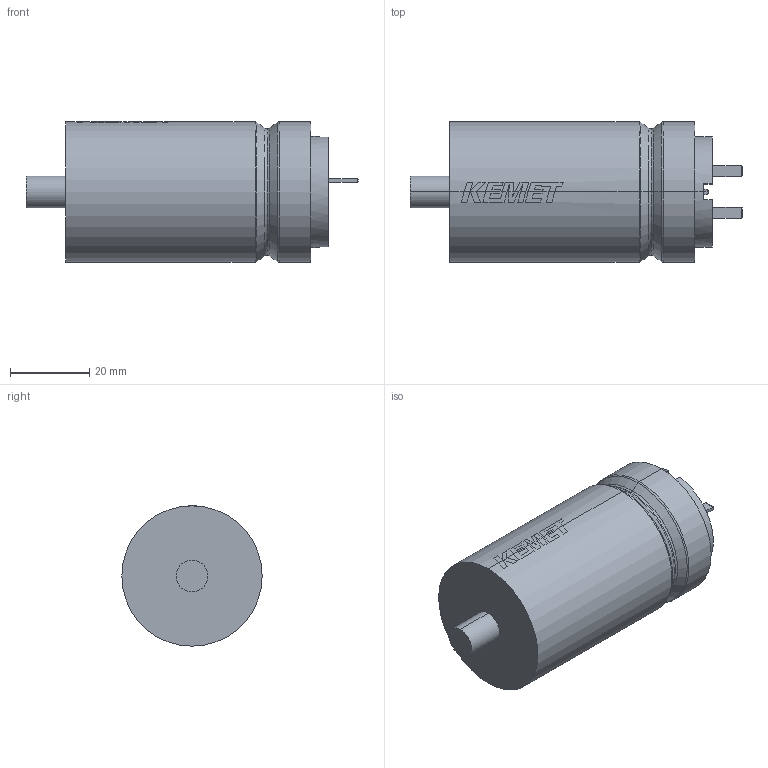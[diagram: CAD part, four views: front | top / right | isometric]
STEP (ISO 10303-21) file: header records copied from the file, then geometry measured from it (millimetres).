
FILE_DESCRIPTION (( 'STEP AP214' ), '1' );
FILE_NAME ('CFP_C44B_35X60_D35.5L62S10.5.STEP', '2017-05-18T14:35:42', ( '' ), ( '' ), 'SwSTEP 2.0', 'SolidWorks 2014', '' );
FILE_SCHEMA (( 'AUTOMOTIVE_DESIGN' ));
Length unit declared in the file: millimetre
Products named in the file (1): CFP_C44B_35X60_D35.5L62S10.5
Bounding box: 84 x 35.5 x 35.5 mm (x, y, z)
Volume: 61830.2 mm3; surface area: 10282.5 mm2
Topology: 1 solids, 1 shells, 132 faces, 352 edges, 226 vertices
Faces by surface type: plane 49, cylinder 40, bspline 31, torus 8, cone 4
Entity records: 5747 total; most frequent: CARTESIAN_POINT 1380, ORIENTED_EDGE 704, DIRECTION 437, EDGE_CURVE 352, VERTEX_POINT 226, B_SPLINE_CURVE_WITH_KNOTS 152, AXIS2_PLACEMENT_3D 151, EDGE_LOOP 136
